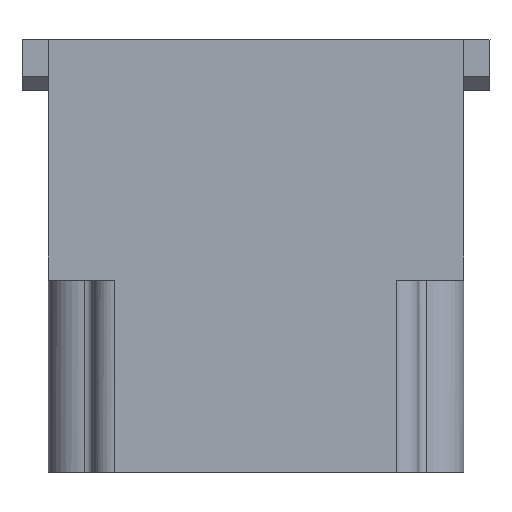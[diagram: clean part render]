
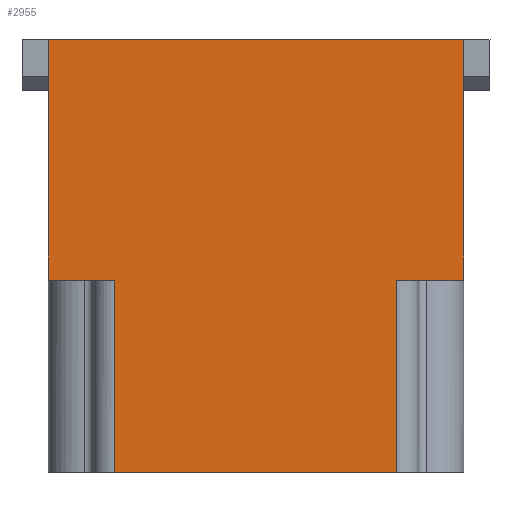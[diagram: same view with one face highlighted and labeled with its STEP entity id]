
A CAD part, left-side view. The second image highlights one B-rep face of the part: STEP entity #2955.
In plain terms, the highlighted planar face has unit normal (-1, 0, 0).
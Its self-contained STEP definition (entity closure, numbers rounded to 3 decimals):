
#2912=AXIS2_PLACEMENT_3D('Plane Axis2P3D',#2909,#2910,#2911) ;
#2042=CARTESIAN_POINT('Vertex',(0.,6.8,0.)) ;
#2045=CARTESIAN_POINT('Line Origine',(0.,17.075,0.)) ;
#2049=CARTESIAN_POINT('Vertex',(0.,27.35,0.)) ;
#2774=CARTESIAN_POINT('Vertex',(0.,1.9,31.5)) ;
#2777=CARTESIAN_POINT('Line Origine',(0.,1.9,22.75)) ;
#2781=CARTESIAN_POINT('Vertex',(0.,1.9,14.)) ;
#2894=CARTESIAN_POINT('Vertex',(0.,6.8,14.)) ;
#2897=CARTESIAN_POINT('Line Origine',(0.,6.8,16.2)) ;
#2909=CARTESIAN_POINT('Axis2P3D Location',(0.,17.05,15.75)) ;
#2914=CARTESIAN_POINT('Line Origine',(0.,4.35,14.)) ;
#2919=CARTESIAN_POINT('Line Origine',(0.,17.05,31.5)) ;
#2923=CARTESIAN_POINT('Vertex',(0.,32.2,31.5)) ;
#2926=CARTESIAN_POINT('Line Origine',(0.,32.2,22.75)) ;
#2930=CARTESIAN_POINT('Vertex',(0.,32.2,14.)) ;
#2933=CARTESIAN_POINT('Line Origine',(0.,29.775,14.)) ;
#2937=CARTESIAN_POINT('Vertex',(0.,27.35,14.)) ;
#2940=CARTESIAN_POINT('Line Origine',(0.,27.35,7.)) ;
#2046=DIRECTION('Vector Direction',(0.,-1.,0.)) ;
#2778=DIRECTION('Vector Direction',(0.,0.,-1.)) ;
#2898=DIRECTION('Vector Direction',(0.,0.,1.)) ;
#2910=DIRECTION('Axis2P3D Direction',(-1.,0.,0.)) ;
#2911=DIRECTION('Axis2P3D XDirection',(0.,1.,0.)) ;
#2915=DIRECTION('Vector Direction',(0.,1.,0.)) ;
#2920=DIRECTION('Vector Direction',(0.,1.,0.)) ;
#2927=DIRECTION('Vector Direction',(0.,0.,-1.)) ;
#2934=DIRECTION('Vector Direction',(0.,1.,0.)) ;
#2941=DIRECTION('Vector Direction',(0.,0.,1.)) ;
#2047=VECTOR('Line Direction',#2046,1.) ;
#2779=VECTOR('Line Direction',#2778,1.) ;
#2899=VECTOR('Line Direction',#2898,1.) ;
#2916=VECTOR('Line Direction',#2915,1.) ;
#2921=VECTOR('Line Direction',#2920,1.) ;
#2928=VECTOR('Line Direction',#2927,1.) ;
#2935=VECTOR('Line Direction',#2934,1.) ;
#2942=VECTOR('Line Direction',#2941,1.) ;
#2946=ORIENTED_EDGE('',*,*,#2051,.T.) ;
#2947=ORIENTED_EDGE('',*,*,#2901,.T.) ;
#2948=ORIENTED_EDGE('',*,*,#2918,.F.) ;
#2949=ORIENTED_EDGE('',*,*,#2783,.F.) ;
#2950=ORIENTED_EDGE('',*,*,#2925,.T.) ;
#2951=ORIENTED_EDGE('',*,*,#2932,.T.) ;
#2952=ORIENTED_EDGE('',*,*,#2939,.F.) ;
#2953=ORIENTED_EDGE('',*,*,#2944,.F.) ;
#2955=ADVANCED_FACE('Hauptkoerper',(#2954),#2913,.T.) ;
#2051=EDGE_CURVE('',#2050,#2043,#2048,.T.) ;
#2783=EDGE_CURVE('',#2775,#2782,#2780,.T.) ;
#2901=EDGE_CURVE('',#2043,#2895,#2900,.T.) ;
#2918=EDGE_CURVE('',#2782,#2895,#2917,.T.) ;
#2925=EDGE_CURVE('',#2775,#2924,#2922,.T.) ;
#2932=EDGE_CURVE('',#2924,#2931,#2929,.T.) ;
#2939=EDGE_CURVE('',#2938,#2931,#2936,.T.) ;
#2944=EDGE_CURVE('',#2050,#2938,#2943,.T.) ;
#2945=EDGE_LOOP('',(#2946,#2947,#2948,#2949,#2950,#2951,#2952,#2953)) ;
#2954=FACE_OUTER_BOUND('',#2945,.T.) ;
#2048=LINE('Line',#2045,#2047) ;
#2780=LINE('Line',#2777,#2779) ;
#2900=LINE('Line',#2897,#2899) ;
#2917=LINE('Line',#2914,#2916) ;
#2922=LINE('Line',#2919,#2921) ;
#2929=LINE('Line',#2926,#2928) ;
#2936=LINE('Line',#2933,#2935) ;
#2943=LINE('Line',#2940,#2942) ;
#2913=PLANE('',#2912) ;
#2043=VERTEX_POINT('',#2042) ;
#2050=VERTEX_POINT('',#2049) ;
#2775=VERTEX_POINT('',#2774) ;
#2782=VERTEX_POINT('',#2781) ;
#2895=VERTEX_POINT('',#2894) ;
#2924=VERTEX_POINT('',#2923) ;
#2931=VERTEX_POINT('',#2930) ;
#2938=VERTEX_POINT('',#2937) ;
